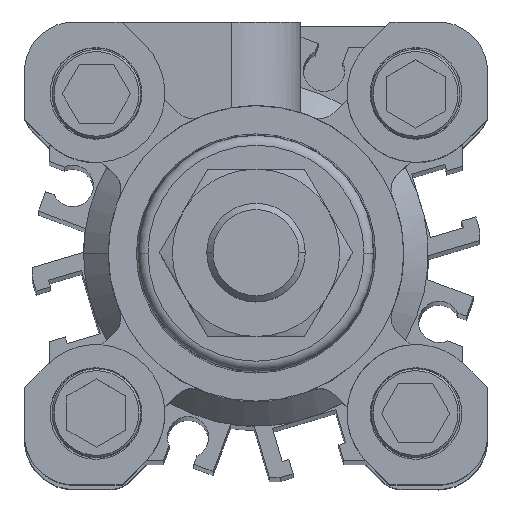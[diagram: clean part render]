
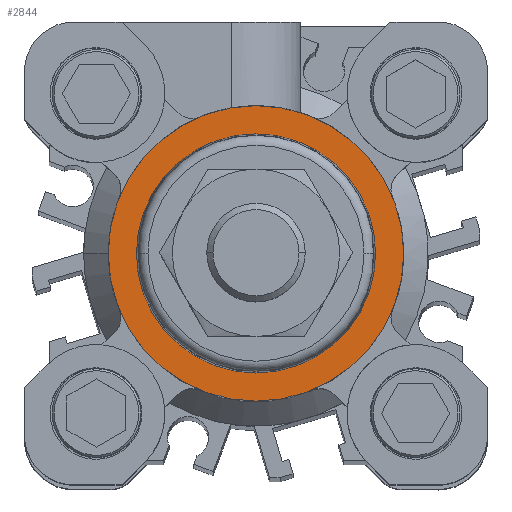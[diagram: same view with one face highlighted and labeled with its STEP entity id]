
A CAD part, top view. The second image highlights one B-rep face of the part: STEP entity #2844.
In plain terms, the highlighted planar face has unit normal (0, 0, 1).
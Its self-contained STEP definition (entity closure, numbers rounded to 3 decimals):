
#32 = DIRECTION ( 'NONE',  ( 0., 0., 1. ) ) ;
#121 = DIRECTION ( 'NONE',  ( 1., 0., 0. ) ) ;
#734 = CARTESIAN_POINT ( 'NONE',  ( 15., 0., 32.2 ) ) ;
#1295 = ORIENTED_EDGE ( 'NONE', *, *, #10652, .T. ) ;
#2001 = PLANE ( 'NONE',  #3733 ) ;
#2120 = DIRECTION ( 'NONE',  ( 1., 0., 0. ) ) ;
#2398 = DIRECTION ( 'NONE',  ( 0., 0., 1. ) ) ;
#2844 = ADVANCED_FACE ( 'NONE', ( #14496, #5021 ), #2001, .T. ) ;
#3488 = CARTESIAN_POINT ( 'NONE',  ( 0., 0., 32.2 ) ) ;
#3733 = AXIS2_PLACEMENT_3D ( 'NONE', #3488, #2398, #2120 ) ;
#4156 = DIRECTION ( 'NONE',  ( 1., 0., 0. ) ) ;
#4186 = DIRECTION ( 'NONE',  ( 0., 0., 1. ) ) ;
#4295 = CARTESIAN_POINT ( 'NONE',  ( 0., 0., 32.2 ) ) ;
#4616 = CIRCLE ( 'NONE', #9994, 15. ) ;
#5021 = FACE_BOUND ( 'NONE', #8067, .T. ) ;
#5485 = CARTESIAN_POINT ( 'NONE',  ( -12.142, 0., 32.2 ) ) ;
#5799 = AXIS2_PLACEMENT_3D ( 'NONE', #4295, #4186, #4156 ) ;
#5830 = EDGE_CURVE ( 'NONE', #9639, #6378, #4616, .T. ) ;
#6190 = EDGE_LOOP ( 'NONE', ( #1295, #11402 ) ) ;
#6229 = CIRCLE ( 'NONE', #13084, 12.142 ) ;
#6378 = VERTEX_POINT ( 'NONE', #13834 ) ;
#6980 = DIRECTION ( 'NONE',  ( 0., 0., 1. ) ) ;
#8067 = EDGE_LOOP ( 'NONE', ( #8320, #13912 ) ) ;
#8320 = ORIENTED_EDGE ( 'NONE', *, *, #9390, .F. ) ;
#8498 = EDGE_CURVE ( 'NONE', #9920, #9095, #6229, .T. ) ;
#8568 = CIRCLE ( 'NONE', #5799, 12.142 ) ;
#9095 = VERTEX_POINT ( 'NONE', #10137 ) ;
#9147 = CIRCLE ( 'NONE', #11567, 15. ) ;
#9390 = EDGE_CURVE ( 'NONE', #9095, #9920, #8568, .T. ) ;
#9639 = VERTEX_POINT ( 'NONE', #734 ) ;
#9759 = DIRECTION ( 'NONE',  ( 1., 0., 0. ) ) ;
#9920 = VERTEX_POINT ( 'NONE', #5485 ) ;
#9994 = AXIS2_PLACEMENT_3D ( 'NONE', #12699, #32, #9759 ) ;
#10137 = CARTESIAN_POINT ( 'NONE',  ( 12.142, 0., 32.2 ) ) ;
#10652 = EDGE_CURVE ( 'NONE', #6378, #9639, #9147, .T. ) ;
#10876 = DIRECTION ( 'NONE',  ( 1., 0., 0. ) ) ;
#11028 = DIRECTION ( 'NONE',  ( 0., 0., 1. ) ) ;
#11068 = CARTESIAN_POINT ( 'NONE',  ( 0., 0., 32.2 ) ) ;
#11402 = ORIENTED_EDGE ( 'NONE', *, *, #5830, .T. ) ;
#11567 = AXIS2_PLACEMENT_3D ( 'NONE', #13795, #6980, #121 ) ;
#12699 = CARTESIAN_POINT ( 'NONE',  ( 0., 0., 32.2 ) ) ;
#13084 = AXIS2_PLACEMENT_3D ( 'NONE', #11068, #11028, #10876 ) ;
#13795 = CARTESIAN_POINT ( 'NONE',  ( 0., 0., 32.2 ) ) ;
#13834 = CARTESIAN_POINT ( 'NONE',  ( -15., 0., 32.2 ) ) ;
#13912 = ORIENTED_EDGE ( 'NONE', *, *, #8498, .F. ) ;
#14496 = FACE_OUTER_BOUND ( 'NONE', #6190, .T. ) ;
